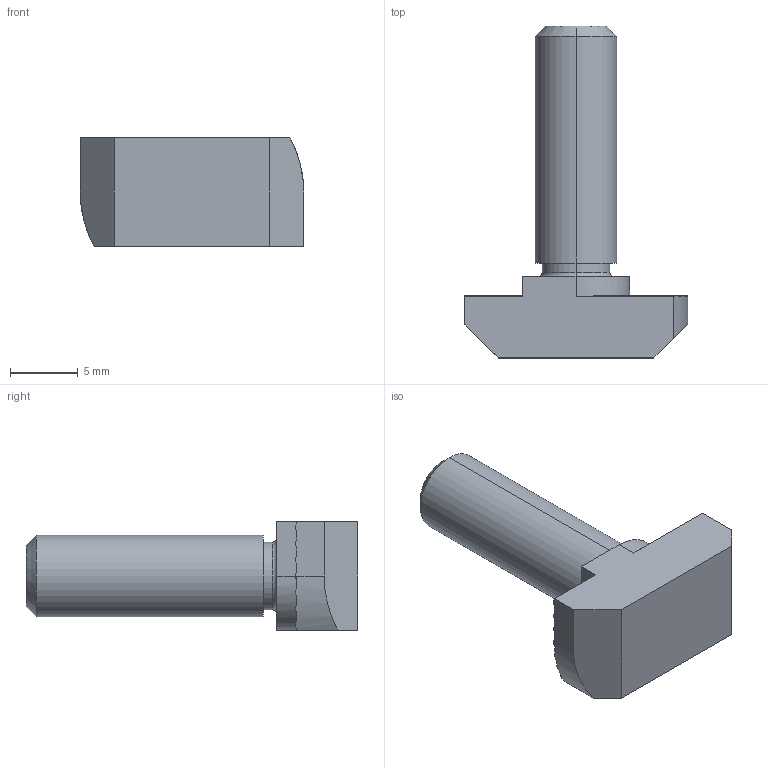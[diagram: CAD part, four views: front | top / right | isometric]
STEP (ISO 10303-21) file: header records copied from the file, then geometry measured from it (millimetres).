
FILE_DESCRIPTION (( 'STEP AP203' ), '1' );
FILE_NAME ('AL-1D06.A32A.01 Áîëò Ò-îáðàçíûé ïàç 8, Ì6, 20 ìì.STEP', '2024-07-08T05:50:48', ( '' ), ( '' ), 'SwSTEP 2.0', 'SolidWorks 2021', '' );
FILE_SCHEMA (( 'CONFIG_CONTROL_DESIGN' ));
Length unit declared in the file: millimetre
Products named in the file (1): AL-1D06.A32A.01 Áîëò Ò-îáðàçíûé ïàç 8, Ì6, 20 ìì
Bounding box: 16.5 x 24.5 x 8 mm (x, y, z)
Volume: 1134.5 mm3; surface area: 842.4 mm2
Topology: 1 solids, 1 shells, 89 faces, 246 edges, 162 vertices
Faces by surface type: plane 77, cylinder 8, torus 2, cone 2
Entity records: 2897 total; most frequent: CARTESIAN_POINT 582, ORIENTED_EDGE 492, DIRECTION 446, EDGE_CURVE 246, VECTOR 170, LINE 170, VERTEX_POINT 162, AXIS2_PLACEMENT_3D 138
